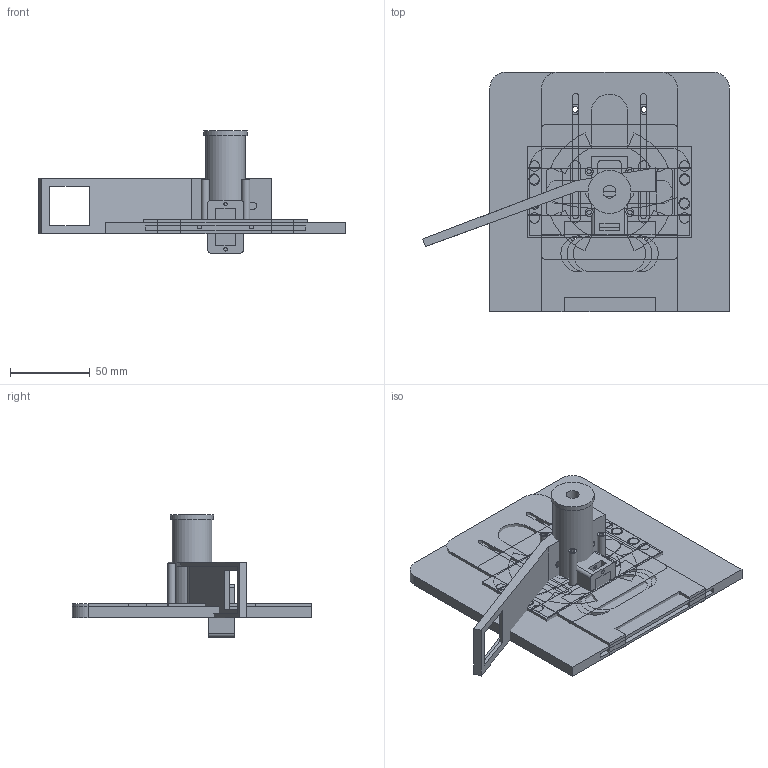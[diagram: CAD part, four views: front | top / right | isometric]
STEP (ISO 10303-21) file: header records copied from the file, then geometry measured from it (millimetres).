
FILE_DESCRIPTION( ( '' ), ' ' );
FILE_NAME( '5d126c7c3a44291765ea4f79.step', '2019-06-25T18:48:29', ( '' ), ( '' ), ' ', ' ', ' ' );
FILE_SCHEMA( ( 'AUTOMOTIVE_DESIGN { 1 0 10303 214 1 1 1 1 }' ) );
Length unit declared in the file: metre
Products named in the file (31): Part 31; Part 30; Part 29; Part 23; Part 27; Part 25; Part 22; Part 21; Part 24; Part 20; Part 28; Part 26; Part 19; Part 18; Part 17; Part 16; Part 15; Part 14; Part 13; Part 12; Part 10; Part 11; Part 9; Part 8; Part 6; Part 7; Part 5; Part 4; Part 3; Part 2; Part 1
Bounding box: 192.02 x 150 x 76.5 mm (x, y, z)
Volume: 484545.7 mm3; surface area: 195572.7 mm2
Topology: 31 solids, 31 shells, 412 faces, 977 edges, 652 vertices
Faces by surface type: plane 250, cylinder 162
Full cylindrical faces by diameter (mm): 2.12 x6, 2.8 x18, 3.5 x22, 5 x8, 6.5 x34, 8.05 x1, 15 x3, 22 x1, 25 x1, 27 x2
Entity records: 15419 total; most frequent: CARTESIAN_POINT 2096, DIRECTION 2077, ORIENTED_EDGE 1742, EDGE_CURVE 871, AXIS2_PLACEMENT_3D 767, EDGE_LOOP 685, VERTEX_POINT 642, LINE 543
